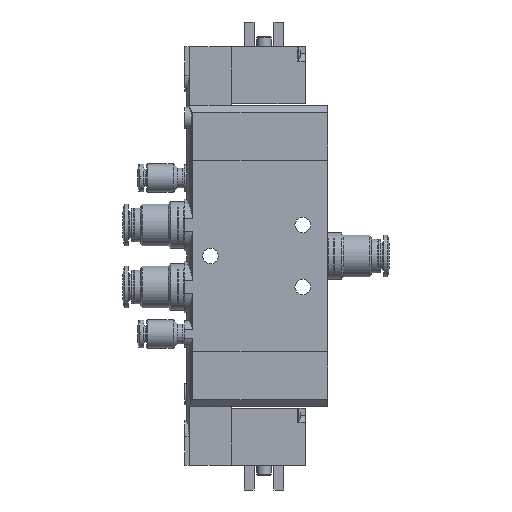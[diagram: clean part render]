
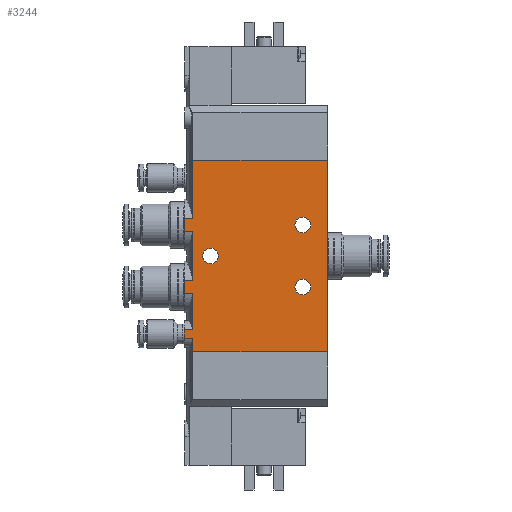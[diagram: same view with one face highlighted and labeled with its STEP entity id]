
A CAD part, left-side view. The second image highlights one B-rep face of the part: STEP entity #3244.
In plain terms, the highlighted face is planar.
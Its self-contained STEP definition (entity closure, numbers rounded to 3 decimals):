
#112=PLANE('',#4101);
#281=CIRCLE('',#4089,2.2);
#283=CIRCLE('',#4092,2.2);
#288=CIRCLE('',#4102,2.2);
#521=ORIENTED_EDGE('',*,*,#1336,.T.);
#522=ORIENTED_EDGE('',*,*,#1373,.T.);
#523=ORIENTED_EDGE('',*,*,#1366,.F.);
#524=ORIENTED_EDGE('',*,*,#1325,.T.);
#525=ORIENTED_EDGE('',*,*,#1338,.T.);
#526=ORIENTED_EDGE('',*,*,#1327,.T.);
#527=ORIENTED_EDGE('',*,*,#1368,.F.);
#528=ORIENTED_EDGE('',*,*,#1317,.T.);
#529=ORIENTED_EDGE('',*,*,#1341,.T.);
#530=ORIENTED_EDGE('',*,*,#1319,.T.);
#531=ORIENTED_EDGE('',*,*,#1360,.F.);
#532=ORIENTED_EDGE('',*,*,#1350,.T.);
#533=ORIENTED_EDGE('',*,*,#1354,.T.);
#534=ORIENTED_EDGE('',*,*,#1352,.T.);
#535=ORIENTED_EDGE('',*,*,#1363,.F.);
#536=ORIENTED_EDGE('',*,*,#1374,.F.);
#537=ORIENTED_EDGE('',*,*,#1358,.F.);
#538=ORIENTED_EDGE('',*,*,#1356,.F.);
#539=ORIENTED_EDGE('',*,*,#1375,.F.);
#1317=EDGE_CURVE('',#1758,#1757,#2076,.F.);
#1319=EDGE_CURVE('',#1759,#1760,#2077,.T.);
#1325=EDGE_CURVE('',#1766,#1765,#2080,.F.);
#1327=EDGE_CURVE('',#1767,#1768,#2081,.T.);
#1336=EDGE_CURVE('',#1777,#1776,#2085,.T.);
#1338=EDGE_CURVE('',#1765,#1767,#2087,.T.);
#1341=EDGE_CURVE('',#1757,#1759,#2089,.T.);
#1350=EDGE_CURVE('',#1785,#1786,#2094,.F.);
#1352=EDGE_CURVE('',#1788,#1787,#2095,.T.);
#1354=EDGE_CURVE('',#1786,#1788,#2096,.T.);
#1356=EDGE_CURVE('',#1790,#1790,#281,.F.);
#1358=EDGE_CURVE('',#1792,#1792,#283,.F.);
#1360=EDGE_CURVE('',#1785,#1760,#2097,.T.);
#1363=EDGE_CURVE('',#1795,#1787,#2099,.T.);
#1366=EDGE_CURVE('',#1766,#1797,#2102,.T.);
#1368=EDGE_CURVE('',#1758,#1768,#2103,.T.);
#1373=EDGE_CURVE('',#1776,#1797,#2107,.T.);
#1374=EDGE_CURVE('',#1777,#1795,#2108,.T.);
#1375=EDGE_CURVE('',#1799,#1799,#288,.F.);
#1757=VERTEX_POINT('',#5480);
#1758=VERTEX_POINT('',#5482);
#1759=VERTEX_POINT('',#5494);
#1760=VERTEX_POINT('',#5495);
#1765=VERTEX_POINT('',#5514);
#1766=VERTEX_POINT('',#5516);
#1767=VERTEX_POINT('',#5528);
#1768=VERTEX_POINT('',#5529);
#1776=VERTEX_POINT('',#5554);
#1777=VERTEX_POINT('',#5556);
#1785=VERTEX_POINT('',#5593);
#1786=VERTEX_POINT('',#5594);
#1787=VERTEX_POINT('',#5606);
#1788=VERTEX_POINT('',#5608);
#1790=VERTEX_POINT('',#5616);
#1792=VERTEX_POINT('',#5621);
#1795=VERTEX_POINT('',#5629);
#1797=VERTEX_POINT('',#5636);
#1799=VERTEX_POINT('',#5650);
#2076=LINE('',#5481,#2281);
#2077=LINE('',#5493,#2282);
#2080=LINE('',#5515,#2285);
#2081=LINE('',#5527,#2286);
#2085=LINE('',#5555,#2290);
#2087=LINE('',#5559,#2292);
#2089=LINE('',#5564,#2294);
#2094=LINE('',#5592,#2299);
#2095=LINE('',#5607,#2300);
#2096=LINE('',#5611,#2301);
#2097=LINE('',#5625,#2302);
#2099=LINE('',#5630,#2304);
#2102=LINE('',#5635,#2307);
#2103=LINE('',#5639,#2308);
#2107=LINE('',#5647,#2312);
#2108=LINE('',#5648,#2313);
#2281=VECTOR('',#4472,1000.);
#2282=VECTOR('',#4475,1000.);
#2285=VECTOR('',#4484,1000.);
#2286=VECTOR('',#4487,1000.);
#2290=VECTOR('',#4501,1000.);
#2292=VECTOR('',#4505,1000.);
#2294=VECTOR('',#4511,1000.);
#2299=VECTOR('',#4528,1000.);
#2300=VECTOR('',#4529,1000.);
#2301=VECTOR('',#4534,1000.);
#2302=VECTOR('',#4551,1000.);
#2304=VECTOR('',#4555,1000.);
#2307=VECTOR('',#4560,1000.);
#2308=VECTOR('',#4565,1000.);
#2312=VECTOR('',#4575,1000.);
#2313=VECTOR('',#4576,1000.);
#2514=EDGE_LOOP('',(#521,#522,#523,#524,#525,#526,#527,#528,#529,#530,#531,
#532,#533,#534,#535,#536));
#2515=EDGE_LOOP('',(#537));
#2516=EDGE_LOOP('',(#538));
#2517=EDGE_LOOP('',(#539));
#2844=FACE_BOUND('',#2514,.T.);
#2845=FACE_BOUND('',#2515,.T.);
#2846=FACE_BOUND('',#2516,.T.);
#2847=FACE_BOUND('',#2517,.T.);
#3244=ADVANCED_FACE('',(#2844,#2845,#2846,#2847),#112,.F.);
#4089=AXIS2_PLACEMENT_3D('',#5615,#4539,#4540);
#4092=AXIS2_PLACEMENT_3D('',#5620,#4545,#4546);
#4101=AXIS2_PLACEMENT_3D('',#5646,#4573,#4574);
#4102=AXIS2_PLACEMENT_3D('',#5649,#4577,#4578);
#4472=DIRECTION('',(0.,-1.,0.));
#4475=DIRECTION('',(0.,-1.,0.));
#4484=DIRECTION('',(0.,-1.,0.));
#4487=DIRECTION('',(0.,-1.,0.));
#4501=DIRECTION('',(-1.,0.,0.));
#4505=DIRECTION('',(1.,0.,0.));
#4511=DIRECTION('',(1.,0.,0.));
#4528=DIRECTION('',(0.,-1.,0.));
#4529=DIRECTION('',(0.,-1.,0.));
#4534=DIRECTION('',(1.,0.,0.));
#4539=DIRECTION('',(0.,0.,1.));
#4540=DIRECTION('',(1.,0.,0.));
#4545=DIRECTION('',(0.,0.,1.));
#4546=DIRECTION('',(1.,0.,0.));
#4551=DIRECTION('',(-1.,0.,0.));
#4555=DIRECTION('',(-1.,0.,0.));
#4560=DIRECTION('',(-1.,0.,0.));
#4565=DIRECTION('',(-1.,0.,0.));
#4573=DIRECTION('',(0.,0.,1.));
#4574=DIRECTION('',(1.,0.,0.));
#4575=DIRECTION('',(0.,1.,0.));
#4576=DIRECTION('',(0.,1.,0.));
#4577=DIRECTION('',(0.,0.,1.));
#4578=DIRECTION('',(1.,0.,0.));
#5480=CARTESIAN_POINT('',(33.863,40.4,-7.));
#5481=CARTESIAN_POINT('',(33.863,0.,-7.));
#5482=CARTESIAN_POINT('',(33.863,38.066,-7.));
#5493=CARTESIAN_POINT('',(37.637,0.,-7.));
#5494=CARTESIAN_POINT('',(37.637,40.4,-7.));
#5495=CARTESIAN_POINT('',(37.637,38.066,-7.));
#5514=CARTESIAN_POINT('',(16.363,40.4,-7.));
#5515=CARTESIAN_POINT('',(16.363,0.,-7.));
#5516=CARTESIAN_POINT('',(16.363,38.066,-7.));
#5527=CARTESIAN_POINT('',(20.137,0.,-7.));
#5528=CARTESIAN_POINT('',(20.137,40.4,-7.));
#5529=CARTESIAN_POINT('',(20.137,38.066,-7.));
#5554=CARTESIAN_POINT('',(0.,0.,-7.));
#5555=CARTESIAN_POINT('',(54.,0.,-7.));
#5556=CARTESIAN_POINT('',(54.,0.,-7.));
#5559=CARTESIAN_POINT('',(18.25,40.4,-7.));
#5564=CARTESIAN_POINT('',(35.75,40.4,-7.));
#5592=CARTESIAN_POINT('',(47.8,0.,-7.));
#5593=CARTESIAN_POINT('',(47.8,38.066,-7.));
#5594=CARTESIAN_POINT('',(47.8,40.4,-7.));
#5606=CARTESIAN_POINT('',(50.2,38.066,-7.));
#5607=CARTESIAN_POINT('',(50.2,0.,-7.));
#5608=CARTESIAN_POINT('',(50.2,40.4,-7.));
#5611=CARTESIAN_POINT('',(49.,40.4,-7.));
#5615=CARTESIAN_POINT('',(18.25,7.,-7.));
#5616=CARTESIAN_POINT('',(20.45,7.,-7.));
#5620=CARTESIAN_POINT('',(35.75,7.,-7.));
#5621=CARTESIAN_POINT('',(37.95,7.,-7.));
#5625=CARTESIAN_POINT('',(54.,38.066,-7.));
#5629=CARTESIAN_POINT('',(54.,38.066,-7.));
#5630=CARTESIAN_POINT('',(54.,38.066,-7.));
#5635=CARTESIAN_POINT('',(54.,38.066,-7.));
#5636=CARTESIAN_POINT('',(0.,38.066,-7.));
#5639=CARTESIAN_POINT('',(54.,38.066,-7.));
#5646=CARTESIAN_POINT('',(54.,0.,-7.));
#5647=CARTESIAN_POINT('',(0.,0.,-7.));
#5648=CARTESIAN_POINT('',(54.,0.,-7.));
#5649=CARTESIAN_POINT('',(27.,33.,-7.));
#5650=CARTESIAN_POINT('',(29.2,33.,-7.));
